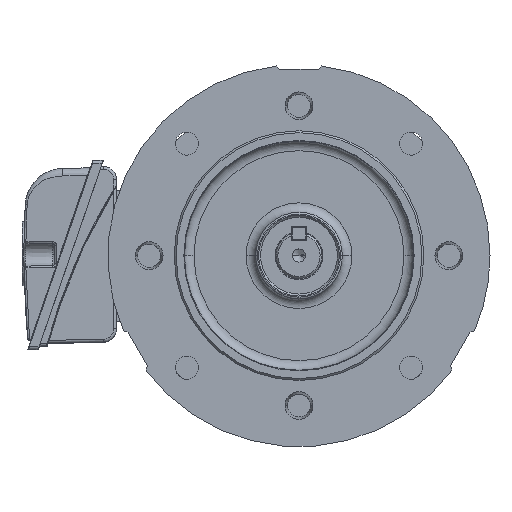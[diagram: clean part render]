
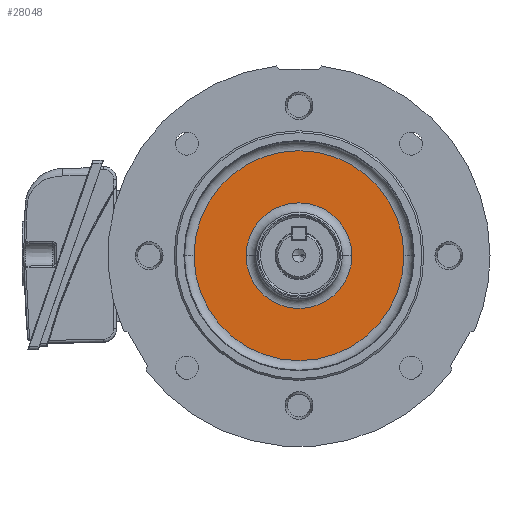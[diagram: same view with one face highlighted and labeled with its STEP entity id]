
A CAD part, top view. The second image highlights one B-rep face of the part: STEP entity #28048.
In plain terms, the highlighted planar face has unit normal (0, 0, 1).
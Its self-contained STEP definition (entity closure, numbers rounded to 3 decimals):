
#2007 = AXIS2_PLACEMENT_3D ( 'NONE', #39834, #30010, #48104 ) ;
#2053 = CIRCLE ( 'NONE', #56695, 54.647 ) ;
#4096 = EDGE_LOOP ( 'NONE', ( #18088, #42950 ) ) ;
#5887 = DIRECTION ( 'NONE',  ( 0., 0., -1. ) ) ;
#7298 = DIRECTION ( 'NONE',  ( 0., 0., 1. ) ) ;
#9504 = VERTEX_POINT ( 'NONE', #10171 ) ;
#10171 = CARTESIAN_POINT ( 'NONE',  ( -27.507, 0., 0. ) ) ;
#10307 = EDGE_CURVE ( 'NONE', #32206, #9504, #43383, .T. ) ;
#10707 = VERTEX_POINT ( 'NONE', #61532 ) ;
#12028 = ORIENTED_EDGE ( 'NONE', *, *, #32815, .T. ) ;
#12611 = EDGE_CURVE ( 'NONE', #9504, #32206, #40474, .T. ) ;
#14118 = AXIS2_PLACEMENT_3D ( 'NONE', #49276, #5887, #25158 ) ;
#15774 = CARTESIAN_POINT ( 'NONE',  ( 27.507, 0., 0. ) ) ;
#15911 = EDGE_LOOP ( 'NONE', ( #16849, #12028 ) ) ;
#16849 = ORIENTED_EDGE ( 'NONE', *, *, #25021, .T. ) ;
#18088 = ORIENTED_EDGE ( 'NONE', *, *, #10307, .F. ) ;
#22617 = DIRECTION ( 'NONE',  ( 0., 0., 1. ) ) ;
#22936 = DIRECTION ( 'NONE',  ( 1., 0., 0. ) ) ;
#25021 = EDGE_CURVE ( 'NONE', #55362, #10707, #37196, .T. ) ;
#25158 = DIRECTION ( 'NONE',  ( -1., 0., 0. ) ) ;
#26589 = DIRECTION ( 'NONE',  ( 1., 0., 0. ) ) ;
#27121 = CARTESIAN_POINT ( 'NONE',  ( 54.647, 0., 0. ) ) ;
#28048 = ADVANCED_FACE ( 'NONE', ( #48962, #54973 ), #29620, .F. ) ;
#29620 = PLANE ( 'NONE',  #14118 ) ;
#30010 = DIRECTION ( 'NONE',  ( 0., 0., 1. ) ) ;
#30193 = AXIS2_PLACEMENT_3D ( 'NONE', #45742, #30208, #60026 ) ;
#30208 = DIRECTION ( 'NONE',  ( 0., 0., 1. ) ) ;
#32206 = VERTEX_POINT ( 'NONE', #15774 ) ;
#32815 = EDGE_CURVE ( 'NONE', #10707, #55362, #2053, .T. ) ;
#37196 = CIRCLE ( 'NONE', #50361, 54.647 ) ;
#39834 = CARTESIAN_POINT ( 'NONE',  ( 0., 0., 0. ) ) ;
#40474 = CIRCLE ( 'NONE', #2007, 27.507 ) ;
#42950 = ORIENTED_EDGE ( 'NONE', *, *, #12611, .F. ) ;
#43383 = CIRCLE ( 'NONE', #30193, 27.507 ) ;
#45742 = CARTESIAN_POINT ( 'NONE',  ( 0., 0., 0. ) ) ;
#48104 = DIRECTION ( 'NONE',  ( 1., 0., 0. ) ) ;
#48962 = FACE_BOUND ( 'NONE', #4096, .T. ) ;
#49276 = CARTESIAN_POINT ( 'NONE',  ( 0., 27.507, 0. ) ) ;
#50361 = AXIS2_PLACEMENT_3D ( 'NONE', #60244, #7298, #26589 ) ;
#51798 = CARTESIAN_POINT ( 'NONE',  ( 0., 0., 0. ) ) ;
#54973 = FACE_OUTER_BOUND ( 'NONE', #15911, .T. ) ;
#55362 = VERTEX_POINT ( 'NONE', #27121 ) ;
#56695 = AXIS2_PLACEMENT_3D ( 'NONE', #51798, #22617, #22936 ) ;
#60026 = DIRECTION ( 'NONE',  ( 1., 0., 0. ) ) ;
#60244 = CARTESIAN_POINT ( 'NONE',  ( 0., 0., 0. ) ) ;
#61532 = CARTESIAN_POINT ( 'NONE',  ( -54.647, 0., 0. ) ) ;
